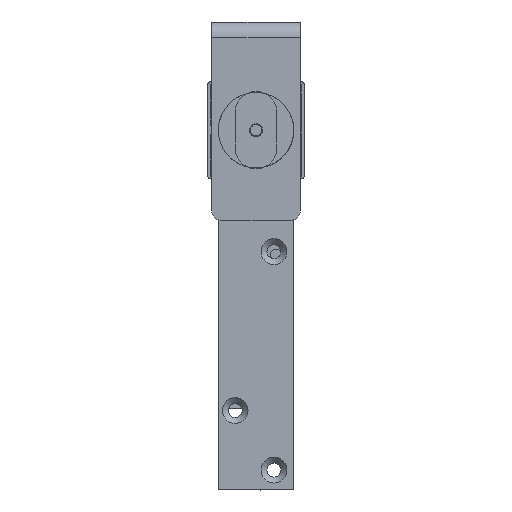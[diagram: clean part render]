
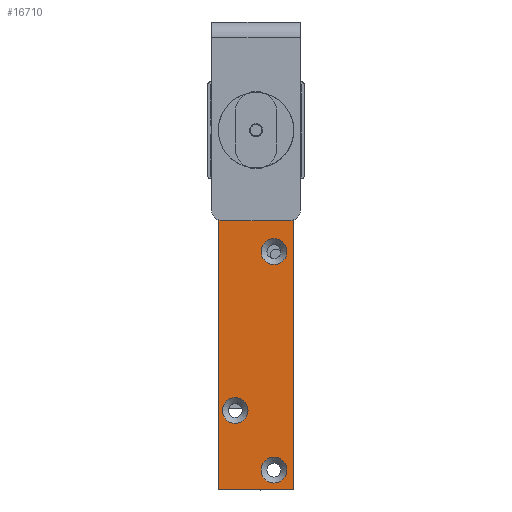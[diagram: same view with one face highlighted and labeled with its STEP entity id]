
A CAD part, top view. The second image highlights one B-rep face of the part: STEP entity #16710.
In plain terms, the highlighted planar face has unit normal (0, 0, 1).
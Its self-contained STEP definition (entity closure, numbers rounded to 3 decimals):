
#734=FACE_BOUND('',#2457,.T.);
#735=FACE_BOUND('',#2458,.T.);
#736=FACE_BOUND('',#2459,.T.);
#737=FACE_BOUND('',#2460,.T.);
#738=FACE_BOUND('',#2461,.T.);
#1514=FACE_OUTER_BOUND('',#2456,.T.);
#2456=EDGE_LOOP('',(#12533,#12534,#12535,#12536));
#2457=EDGE_LOOP('',(#12537));
#2458=EDGE_LOOP('',(#12538));
#2459=EDGE_LOOP('',(#12539));
#2460=EDGE_LOOP('',(#12540));
#2461=EDGE_LOOP('',(#12541,#12542));
#3282=CIRCLE('',#17888,15.5);
#3283=CIRCLE('',#17889,15.5);
#3284=CIRCLE('',#17891,19.);
#3285=CIRCLE('',#17892,6.5);
#3286=CIRCLE('',#17893,6.5);
#3287=CIRCLE('',#17894,6.5);
#3288=CIRCLE('',#17895,6.5);
#4368=LINE('',#26806,#5593);
#4369=LINE('',#26808,#5594);
#4370=LINE('',#26809,#5595);
#5593=VECTOR('',#20809,10.);
#5594=VECTOR('',#20810,10.);
#5595=VECTOR('',#20811,10.);
#6935=VERTEX_POINT('',#26796);
#6936=VERTEX_POINT('',#26798);
#6937=VERTEX_POINT('',#26802);
#6938=VERTEX_POINT('',#26803);
#6939=VERTEX_POINT('',#26805);
#6940=VERTEX_POINT('',#26807);
#6941=VERTEX_POINT('',#26810);
#6942=VERTEX_POINT('',#26812);
#6943=VERTEX_POINT('',#26814);
#6944=VERTEX_POINT('',#26816);
#8926=EDGE_CURVE('',#6936,#6935,#3282,.T.);
#8927=EDGE_CURVE('',#6935,#6936,#3283,.T.);
#8928=EDGE_CURVE('',#6937,#6938,#3284,.T.);
#8929=EDGE_CURVE('',#6938,#6939,#4368,.T.);
#8930=EDGE_CURVE('',#6939,#6940,#4369,.T.);
#8931=EDGE_CURVE('',#6940,#6937,#4370,.T.);
#8932=EDGE_CURVE('',#6941,#6941,#3285,.T.);
#8933=EDGE_CURVE('',#6942,#6942,#3286,.T.);
#8934=EDGE_CURVE('',#6943,#6943,#3287,.T.);
#8935=EDGE_CURVE('',#6944,#6944,#3288,.T.);
#12533=ORIENTED_EDGE('',*,*,#8928,.T.);
#12534=ORIENTED_EDGE('',*,*,#8929,.T.);
#12535=ORIENTED_EDGE('',*,*,#8930,.T.);
#12536=ORIENTED_EDGE('',*,*,#8931,.T.);
#12537=ORIENTED_EDGE('',*,*,#8932,.T.);
#12538=ORIENTED_EDGE('',*,*,#8933,.T.);
#12539=ORIENTED_EDGE('',*,*,#8934,.T.);
#12540=ORIENTED_EDGE('',*,*,#8935,.T.);
#12541=ORIENTED_EDGE('',*,*,#8926,.T.);
#12542=ORIENTED_EDGE('',*,*,#8927,.T.);
#15175=PLANE('',#17890);
#16710=ADVANCED_FACE('',(#1514,#734,#735,#736,#737,#738),#15175,.F.);
#17888=AXIS2_PLACEMENT_3D('',#26799,#20801,#20802);
#17889=AXIS2_PLACEMENT_3D('',#26800,#20803,#20804);
#17890=AXIS2_PLACEMENT_3D('',#26801,#20805,#20806);
#17891=AXIS2_PLACEMENT_3D('',#26804,#20807,#20808);
#17892=AXIS2_PLACEMENT_3D('',#26811,#20812,#20813);
#17893=AXIS2_PLACEMENT_3D('',#26813,#20814,#20815);
#17894=AXIS2_PLACEMENT_3D('',#26815,#20816,#20817);
#17895=AXIS2_PLACEMENT_3D('',#26817,#20818,#20819);
#20801=DIRECTION('center_axis',(0.,0.,
-1.));
#20802=DIRECTION('ref_axis',(-1.,0.,0.));
#20803=DIRECTION('center_axis',(0.,0.,
-1.));
#20804=DIRECTION('ref_axis',(-1.,0.,0.));
#20805=DIRECTION('center_axis',(0.,0.,
-1.));
#20806=DIRECTION('ref_axis',(-1.,0.,0.));
#20807=DIRECTION('center_axis',(0.,0.,
1.));
#20808=DIRECTION('ref_axis',(-1.,0.,0.));
#20809=DIRECTION('',(0.,-1.,0.));
#20810=DIRECTION('',(1.,0.,0.));
#20811=DIRECTION('',(0.,1.,0.));
#20812=DIRECTION('center_axis',(0.,0.,
-1.));
#20813=DIRECTION('ref_axis',(1.,0.,0.));
#20814=DIRECTION('center_axis',(0.,0.,
-1.));
#20815=DIRECTION('ref_axis',(1.,0.,0.));
#20816=DIRECTION('center_axis',(0.,0.,
-1.));
#20817=DIRECTION('ref_axis',(1.,0.,0.));
#20818=DIRECTION('center_axis',(0.,0.,
-1.));
#20819=DIRECTION('ref_axis',(1.,0.,0.));
#26796=CARTESIAN_POINT('',(34.5,181.,12.));
#26798=CARTESIAN_POINT('',(3.5,181.,12.));
#26799=CARTESIAN_POINT('Origin',(19.,181.,12.));
#26800=CARTESIAN_POINT('Origin',(19.,181.,12.));
#26801=CARTESIAN_POINT('Origin',(19.,187.663,12.));
#26802=CARTESIAN_POINT('',(38.,181.,12.));
#26803=CARTESIAN_POINT('',(0.,181.,12.));
#26804=CARTESIAN_POINT('Origin',(19.,181.,12.));
#26805=CARTESIAN_POINT('',(0.,0.,12.));
#26806=CARTESIAN_POINT('',(0.,0.,12.));
#26807=CARTESIAN_POINT('',(38.,0.,12.));
#26808=CARTESIAN_POINT('',(38.,0.,12.));
#26809=CARTESIAN_POINT('',(38.,181.,12.));
#26810=CARTESIAN_POINT('',(21.5,10.,12.));
#26811=CARTESIAN_POINT('Origin',(28.,10.,12.));
#26812=CARTESIAN_POINT('',(2.,40.,12.));
#26813=CARTESIAN_POINT('Origin',(8.5,40.,12.));
#26814=CARTESIAN_POINT('',(2.,150.,12.));
#26815=CARTESIAN_POINT('Origin',(8.5,150.,12.));
#26816=CARTESIAN_POINT('',(21.5,120.,12.));
#26817=CARTESIAN_POINT('Origin',(28.,120.,12.));
